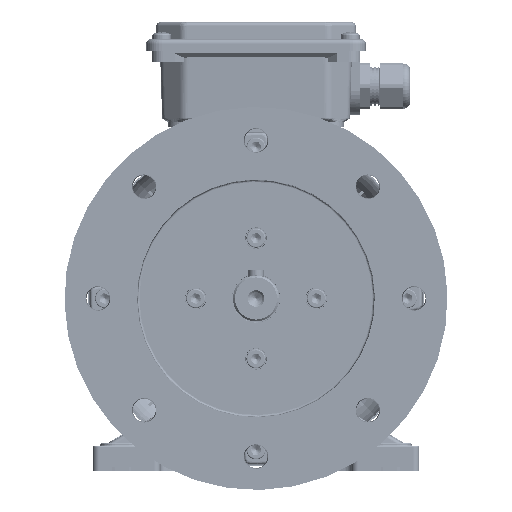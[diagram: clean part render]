
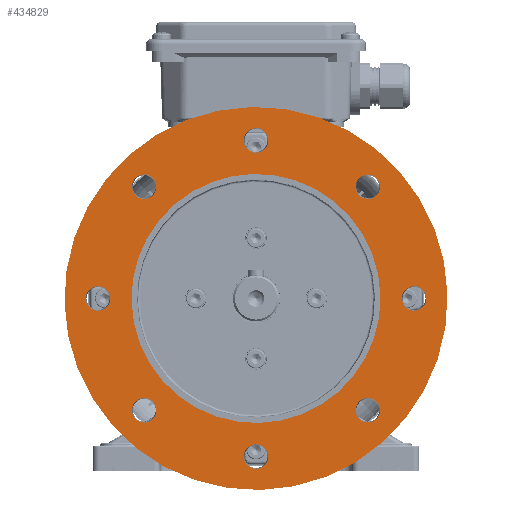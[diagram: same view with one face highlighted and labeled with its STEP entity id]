
A CAD part, left-side view. The second image highlights one B-rep face of the part: STEP entity #434829.
In plain terms, the highlighted face is planar.
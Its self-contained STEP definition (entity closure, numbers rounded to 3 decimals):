
#432223=CARTESIAN_POINT('',(87.749,-47.938,-0.6));
#432224=VERTEX_POINT('',#432223);
#432225=CARTESIAN_POINT('',(0.0,0.0,-0.6));
#432226=DIRECTION('',(0.0,0.0,1.0));
#432227=DIRECTION('',(1.0,0.0,0.0));
#432228=AXIS2_PLACEMENT_3D('',#432225,#432226,#432227);
#432229=CIRCLE('',#432228,99.99);
#432230=EDGE_CURVE('',#432224,#432224,#432229,.F.);
#432243=CARTESIAN_POINT('',(-5.618,85.569,-0.6));
#432244=VERTEX_POINT('',#432243);
#432245=CARTESIAN_POINT('',(0.0,82.5,-0.6));
#432246=DIRECTION('',(0.0,0.0,-1.0));
#432247=DIRECTION('',(1.0,0.0,0.0));
#432248=AXIS2_PLACEMENT_3D('',#432245,#432246,#432247);
#432249=CIRCLE('',#432248,6.402);
#432250=EDGE_CURVE('',#432244,#432244,#432249,.T.);
#432263=CARTESIAN_POINT('',(88.118,-3.069,-0.6));
#432264=VERTEX_POINT('',#432263);
#432265=CARTESIAN_POINT('',(82.5,0.,-0.6));
#432266=DIRECTION('',(0.0,0.0,-1.0));
#432267=DIRECTION('',(1.0,0.0,0.0));
#432268=AXIS2_PLACEMENT_3D('',#432265,#432266,#432267);
#432269=CIRCLE('',#432268,6.402);
#432270=EDGE_CURVE('',#432264,#432264,#432269,.T.);
#432283=CARTESIAN_POINT('',(-76.882,-3.069,-0.6));
#432284=VERTEX_POINT('',#432283);
#432285=CARTESIAN_POINT('',(-82.5,0.,-0.6));
#432286=DIRECTION('',(0.0,0.0,-1.0));
#432287=DIRECTION('',(1.0,0.0,0.0));
#432288=AXIS2_PLACEMENT_3D('',#432285,#432286,#432287);
#432289=CIRCLE('',#432288,6.402);
#432290=EDGE_CURVE('',#432284,#432284,#432289,.T.);
#432303=CARTESIAN_POINT('',(5.618,-85.569,-0.6));
#432304=VERTEX_POINT('',#432303);
#432305=CARTESIAN_POINT('',(0.,-82.5,-0.6));
#432306=DIRECTION('',(0.0,0.0,-1.0));
#432307=DIRECTION('',(1.0,0.0,0.0));
#432308=AXIS2_PLACEMENT_3D('',#432305,#432306,#432307);
#432309=CIRCLE('',#432308,6.402);
#432310=EDGE_CURVE('',#432304,#432304,#432309,.T.);
#432323=CARTESIAN_POINT('',(63.954,55.267,-0.6));
#432324=VERTEX_POINT('',#432323);
#432325=CARTESIAN_POINT('',(58.336,58.336,-0.6));
#432326=DIRECTION('',(0.0,0.0,-1.0));
#432327=DIRECTION('',(1.0,0.0,0.0));
#432328=AXIS2_PLACEMENT_3D('',#432325,#432326,#432327);
#432329=CIRCLE('',#432328,6.402);
#432330=EDGE_CURVE('',#432324,#432324,#432329,.T.);
#432343=CARTESIAN_POINT('',(63.954,-61.405,-0.6));
#432344=VERTEX_POINT('',#432343);
#432345=CARTESIAN_POINT('',(58.336,-58.336,-0.6));
#432346=DIRECTION('',(0.0,0.0,-1.0));
#432347=DIRECTION('',(1.0,0.0,0.0));
#432348=AXIS2_PLACEMENT_3D('',#432345,#432346,#432347);
#432349=CIRCLE('',#432348,6.402);
#432350=EDGE_CURVE('',#432344,#432344,#432349,.T.);
#432363=CARTESIAN_POINT('',(-52.718,-61.405,-0.6));
#432364=VERTEX_POINT('',#432363);
#432365=CARTESIAN_POINT('',(-58.336,-58.336,-0.6));
#432366=DIRECTION('',(0.0,0.0,-1.0));
#432367=DIRECTION('',(1.0,0.0,0.0));
#432368=AXIS2_PLACEMENT_3D('',#432365,#432366,#432367);
#432369=CIRCLE('',#432368,6.402);
#432370=EDGE_CURVE('',#432364,#432364,#432369,.T.);
#432383=CARTESIAN_POINT('',(-52.718,55.267,-0.6));
#432384=VERTEX_POINT('',#432383);
#432385=CARTESIAN_POINT('',(-58.336,58.336,-0.6));
#432386=DIRECTION('',(0.0,0.0,-1.0));
#432387=DIRECTION('',(1.0,0.0,0.0));
#432388=AXIS2_PLACEMENT_3D('',#432385,#432386,#432387);
#432389=CIRCLE('',#432388,6.402);
#432390=EDGE_CURVE('',#432384,#432384,#432389,.T.);
#434770=CARTESIAN_POINT('',(-57.043,31.163,-0.6));
#434771=VERTEX_POINT('',#434770);
#434772=CARTESIAN_POINT('',(0.0,0.0,-0.6));
#434773=DIRECTION('',(0.0,0.0,-1.0));
#434774=DIRECTION('',(1.0,0.0,0.0));
#434775=AXIS2_PLACEMENT_3D('',#434772,#434773,#434774);
#434776=CIRCLE('',#434775,65.0);
#434777=EDGE_CURVE('',#434771,#434771,#434776,.T.);
#434794=CARTESIAN_POINT('',(-65.0,0.0,-0.6));
#434795=DIRECTION('',(0.0,0.0,-1.0));
#434796=DIRECTION('',(-1.0,0.0,0.0));
#434797=AXIS2_PLACEMENT_3D('',#434794,#434795,#434796);
#434798=PLANE('',#434797);
#434799=ORIENTED_EDGE('',*,*,#432230,.F.);
#434800=EDGE_LOOP('',(#434799));
#434801=FACE_OUTER_BOUND('',#434800,.T.);
#434802=ORIENTED_EDGE('',*,*,#434777,.T.);
#434803=EDGE_LOOP('',(#434802));
#434804=FACE_BOUND('',#434803,.T.);
#434805=ORIENTED_EDGE('',*,*,#432390,.T.);
#434806=EDGE_LOOP('',(#434805));
#434807=FACE_BOUND('',#434806,.T.);
#434808=ORIENTED_EDGE('',*,*,#432370,.T.);
#434809=EDGE_LOOP('',(#434808));
#434810=FACE_BOUND('',#434809,.T.);
#434811=ORIENTED_EDGE('',*,*,#432350,.T.);
#434812=EDGE_LOOP('',(#434811));
#434813=FACE_BOUND('',#434812,.T.);
#434814=ORIENTED_EDGE('',*,*,#432330,.T.);
#434815=EDGE_LOOP('',(#434814));
#434816=FACE_BOUND('',#434815,.T.);
#434817=ORIENTED_EDGE('',*,*,#432310,.T.);
#434818=EDGE_LOOP('',(#434817));
#434819=FACE_BOUND('',#434818,.T.);
#434820=ORIENTED_EDGE('',*,*,#432290,.T.);
#434821=EDGE_LOOP('',(#434820));
#434822=FACE_BOUND('',#434821,.T.);
#434823=ORIENTED_EDGE('',*,*,#432270,.T.);
#434824=EDGE_LOOP('',(#434823));
#434825=FACE_BOUND('',#434824,.T.);
#434826=ORIENTED_EDGE('',*,*,#432250,.T.);
#434827=EDGE_LOOP('',(#434826));
#434828=FACE_BOUND('',#434827,.T.);
#434829=ADVANCED_FACE('',(#434801,#434804,#434807,#434810,#434813,#434816,#434819,#434822,#434825,#434828),#434798,.F.);
